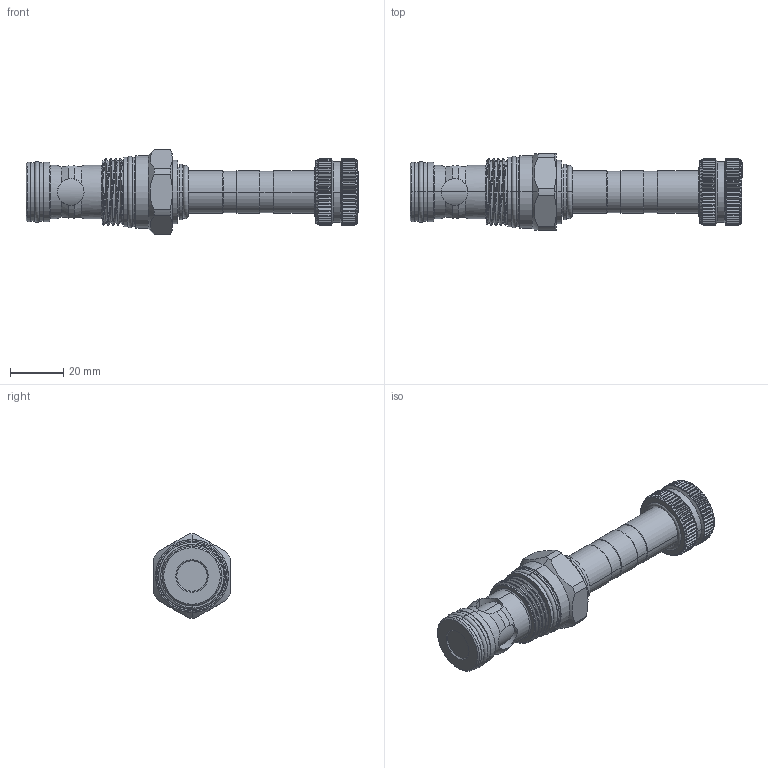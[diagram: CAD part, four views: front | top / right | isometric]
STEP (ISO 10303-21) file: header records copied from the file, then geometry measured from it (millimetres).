
FILE_DESCRIPTION (( 'STEP AP203' ), '1' );
FILE_NAME ('EP5A2C06N05.STEP', '2024-08-15T00:26:56', ( '' ), ( '' ), 'SwSTEP 2.0', 'SolidWorks 2018', '' );
FILE_SCHEMA (( 'CONFIG_CONTROL_DESIGN' ));
Length unit declared in the file: millimetre
Products named in the file (1): EP5A2C06N05
Bounding box: 124.7 x 28.57 x 31.6 mm (x, y, z)
Volume: 43044.7 mm3; surface area: 12113.3 mm2
Topology: 1 solids, 1 shells, 1037 faces, 2741 edges, 1737 vertices
Faces by surface type: cylinder 425, plane 424, cone 152, torus 20, bspline 16
Entity records: 38397 total; most frequent: CARTESIAN_POINT 13671, ORIENTED_EDGE 5482, DIRECTION 4834, EDGE_CURVE 2741, AXIS2_PLACEMENT_3D 1881, VERTEX_POINT 1737, VECTOR 1072, LINE 1072
